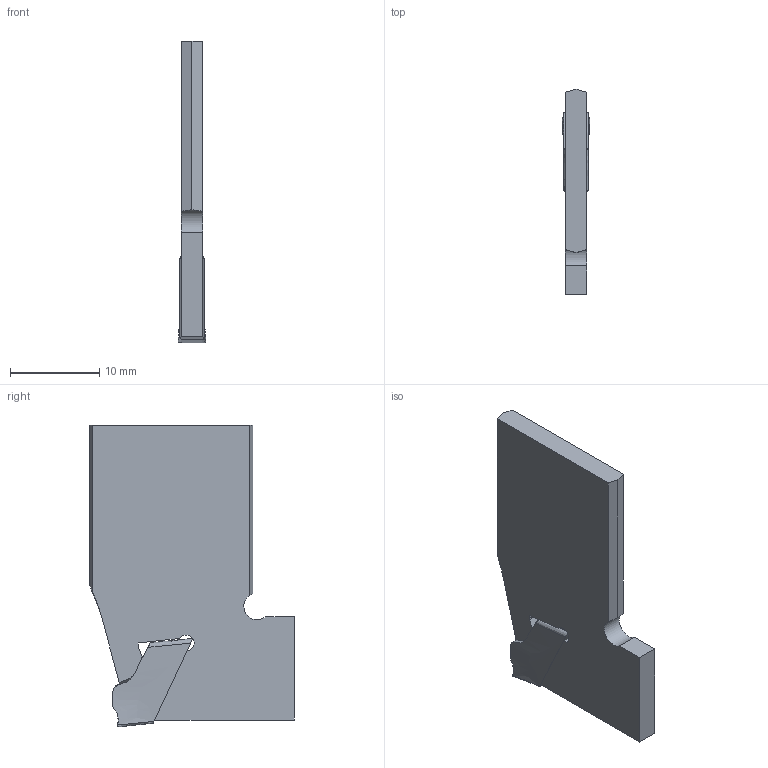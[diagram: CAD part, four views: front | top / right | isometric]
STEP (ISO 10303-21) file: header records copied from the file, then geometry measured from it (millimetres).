
FILE_DESCRIPTION(/* description */ (''),/* implementation_level */ '2;1');
FILE_NAME(/* name */ '150.10A-15-3.stp',/* time_stamp */ '2018-04-11T16:03:15+06:00',/* author */ (''),/* organization */ (''),/* preprocessor_version */ 'ST-DEVELOPER v16',/* originating_system */ 'SIEMENS PLM Software NX 11.0',/* authorisation */ '');
FILE_SCHEMA (('AUTOMOTIVE_DESIGN { 1 0 10303 214 3 1 1 1 }'));
Length unit declared in the file: millimetre
Products named in the file (1): 150.10A-15-3
Bounding box: 3.1 x 22.99 x 33.88 mm (x, y, z)
Volume: 1507.1 mm3; surface area: 1613.6 mm2
Topology: 2 solids, 2 shells, 45 faces, 119 edges, 78 vertices
Faces by surface type: plane 27, bspline 9, cylinder 7, cone 2
Entity records: 3963 total; most frequent: CARTESIAN_POINT 2840, ORIENTED_EDGE 238, DIRECTION 193, EDGE_CURVE 119, VERTEX_POINT 78, LINE 73, VECTOR 73, AXIS2_PLACEMENT_3D 60
